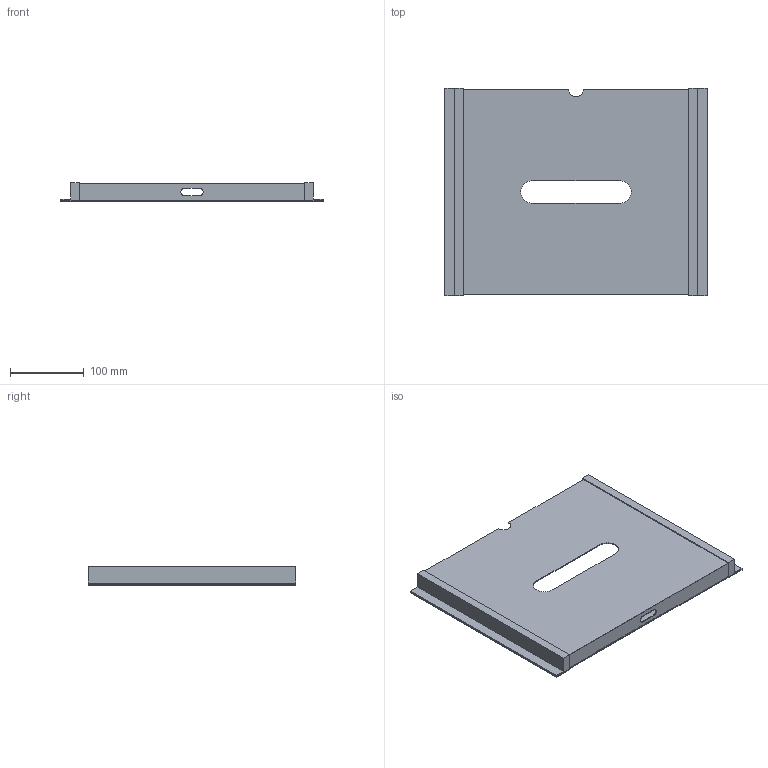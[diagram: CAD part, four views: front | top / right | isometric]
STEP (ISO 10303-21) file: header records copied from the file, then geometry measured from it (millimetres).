
FILE_DESCRIPTION (( 'STEP AP203' ), '1' );
FILE_NAME ('C-26-ƒ^ƒe-ƒj-3.STEP', '2018-04-18T06:33:18', ( '' ), ( '' ), 'SwSTEP 2.0', 'SolidWorks 2014', '' );
FILE_SCHEMA (( 'CONFIG_CONTROL_DESIGN' ));
Length unit declared in the file: millimetre
Products named in the file (1): C-26-タテ-ニ-3
Bounding box: 355 x 280 x 25 mm (x, y, z)
Volume: 184633.1 mm3; surface area: 264477.8 mm2
Topology: 2 solids, 2 shells, 51 faces, 141 edges, 94 vertices
Faces by surface type: plane 45, cylinder 6
Entity records: 1690 total; most frequent: CARTESIAN_POINT 287, ORIENTED_EDGE 282, DIRECTION 257, EDGE_CURVE 141, LINE 129, VECTOR 129, VERTEX_POINT 94, AXIS2_PLACEMENT_3D 64
